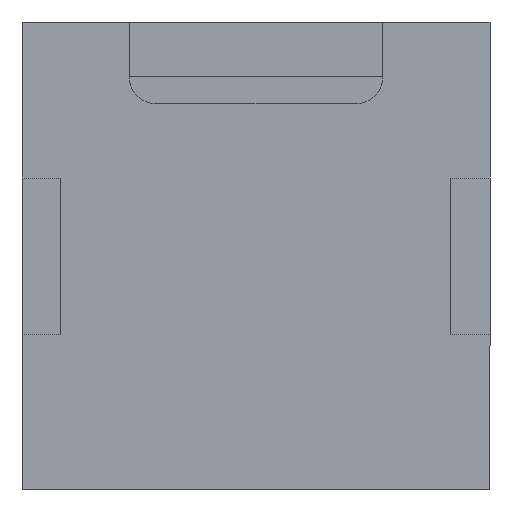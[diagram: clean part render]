
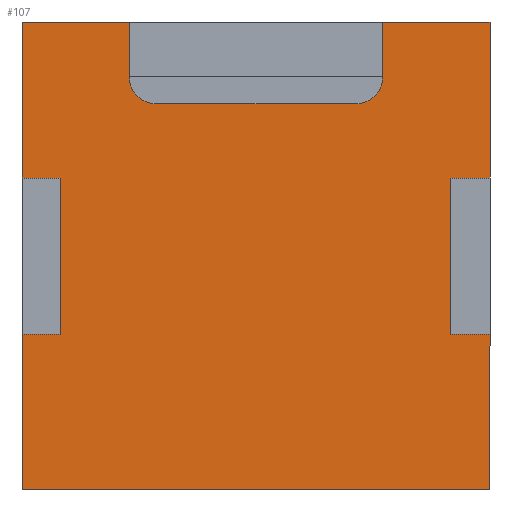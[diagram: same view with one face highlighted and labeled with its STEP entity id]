
A CAD part, front view. The second image highlights one B-rep face of the part: STEP entity #107.
In plain terms, the highlighted planar face has unit normal (0, -1, 0).
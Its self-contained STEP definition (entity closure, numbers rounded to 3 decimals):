
#107=ADVANCED_FACE('NONE',(#211),#212,.F.);
#211=FACE_OUTER_BOUND('',#309,.T.);
#212=PLANE('',#310);
#309=EDGE_LOOP('',(#542,#543,#544,#545,#546,#547,#548,#549,#550,#551,#552,#553,#554,#555,#556,#557,#558,#559));
#310=AXIS2_PLACEMENT_3D('',#560,#561,#562);
#542=ORIENTED_EDGE('',*,*,#686,.F.);
#543=ORIENTED_EDGE('',*,*,#685,.F.);
#544=ORIENTED_EDGE('',*,*,#687,.F.);
#545=ORIENTED_EDGE('',*,*,#693,.F.);
#546=ORIENTED_EDGE('',*,*,#700,.F.);
#547=ORIENTED_EDGE('',*,*,#621,.F.);
#548=ORIENTED_EDGE('',*,*,#618,.F.);
#549=ORIENTED_EDGE('',*,*,#608,.F.);
#550=ORIENTED_EDGE('',*,*,#698,.F.);
#551=ORIENTED_EDGE('',*,*,#610,.F.);
#552=ORIENTED_EDGE('',*,*,#701,.F.);
#553=ORIENTED_EDGE('',*,*,#643,.F.);
#554=ORIENTED_EDGE('',*,*,#632,.F.);
#555=ORIENTED_EDGE('',*,*,#631,.F.);
#556=ORIENTED_EDGE('',*,*,#630,.F.);
#557=ORIENTED_EDGE('',*,*,#647,.F.);
#558=ORIENTED_EDGE('',*,*,#662,.F.);
#559=ORIENTED_EDGE('',*,*,#691,.F.);
#560=CARTESIAN_POINT('',(-6.0,0.0,6.0));
#561=DIRECTION('',(-0.0,1.0,0.0));
#562=DIRECTION('',(1.0,0.0,0.0));
#608=EDGE_CURVE('NONE',#722,#718,#724,.T.);
#610=EDGE_CURVE('NONE',#726,#727,#728,.T.);
#618=EDGE_CURVE('NONE',#718,#738,#741,.T.);
#621=EDGE_CURVE('NONE',#738,#744,#745,.T.);
#630=EDGE_CURVE('NONE',#757,#760,#761,.T.);
#631=EDGE_CURVE('NONE',#760,#762,#763,.T.);
#632=EDGE_CURVE('NONE',#762,#758,#764,.T.);
#643=EDGE_CURVE('NONE',#758,#780,#781,.T.);
#647=EDGE_CURVE('NONE',#786,#757,#788,.T.);
#662=EDGE_CURVE('NONE',#807,#786,#809,.T.);
#685=EDGE_CURVE('NONE',#840,#841,#842,.T.);
#686=EDGE_CURVE('NONE',#841,#825,#843,.T.);
#687=EDGE_CURVE('NONE',#823,#840,#844,.T.);
#691=EDGE_CURVE('NONE',#825,#807,#848,.T.);
#693=EDGE_CURVE('NONE',#849,#823,#851,.T.);
#698=EDGE_CURVE('NONE',#727,#722,#856,.T.);
#700=EDGE_CURVE('NONE',#744,#849,#858,.T.);
#701=EDGE_CURVE('NONE',#780,#726,#859,.T.);
#718=VERTEX_POINT('NONE',#880);
#722=VERTEX_POINT('NONE',#886);
#724=LINE('',#889,#890);
#726=VERTEX_POINT('NONE',#892);
#727=VERTEX_POINT('NONE',#893);
#728=LINE('',#894,#895);
#738=VERTEX_POINT('NONE',#909);
#741=CIRCLE('',#913,0.7);
#744=VERTEX_POINT('NONE',#916);
#745=LINE('',#917,#918);
#757=VERTEX_POINT('NONE',#933);
#758=VERTEX_POINT('NONE',#934);
#760=VERTEX_POINT('NONE',#937);
#761=LINE('',#938,#939);
#762=VERTEX_POINT('NONE',#940);
#763=LINE('',#941,#942);
#764=LINE('',#943,#944);
#780=VERTEX_POINT('NONE',#967);
#781=LINE('',#968,#969);
#786=VERTEX_POINT('NONE',#976);
#788=LINE('',#979,#980);
#807=VERTEX_POINT('NONE',#1009);
#809=LINE('',#1012,#1013);
#823=VERTEX_POINT('NONE',#1030);
#825=VERTEX_POINT('NONE',#1033);
#840=VERTEX_POINT('NONE',#1056);
#841=VERTEX_POINT('NONE',#1057);
#842=LINE('',#1058,#1059);
#843=LINE('',#1060,#1061);
#844=LINE('',#1062,#1063);
#848=LINE('',#1068,#1069);
#849=VERTEX_POINT('NONE',#1070);
#851=LINE('',#1073,#1074);
#856=CIRCLE('',#1080,0.7);
#858=LINE('',#1082,#1083);
#859=LINE('',#1084,#1085);
#880=CARTESIAN_POINT('',(2.55,0.0,3.9));
#886=CARTESIAN_POINT('',(-2.55,0.0,3.9));
#889=CARTESIAN_POINT('',(-2.55,0.0,3.9));
#890=VECTOR('',#1099,1000.0);
#892=CARTESIAN_POINT('',(-3.25,0.0,6.0));
#893=CARTESIAN_POINT('',(-3.25,0.0,4.6));
#894=CARTESIAN_POINT('',(-3.25,0.0,6.0));
#895=VECTOR('',#1100,1000.0);
#909=CARTESIAN_POINT('',(3.25,0.0,4.6));
#913=AXIS2_PLACEMENT_3D('',#1109,#1110,#1111);
#916=CARTESIAN_POINT('',(3.25,0.0,6.0));
#917=CARTESIAN_POINT('',(3.25,0.0,6.0));
#918=VECTOR('',#1112,1000.0);
#933=CARTESIAN_POINT('',(-6.0,0.0,-2.0));
#934=CARTESIAN_POINT('',(-6.0,0.0,2.0));
#937=CARTESIAN_POINT('',(-5.0,0.0,-2.0));
#938=CARTESIAN_POINT('',(-6.0,0.0,-2.0));
#939=VECTOR('',#1123,1000.0);
#940=CARTESIAN_POINT('',(-5.0,0.0,2.0));
#941=CARTESIAN_POINT('',(-5.0,0.0,6.0));
#942=VECTOR('',#1124,1000.0);
#943=CARTESIAN_POINT('',(-6.0,0.0,2.0));
#944=VECTOR('',#1125,1000.0);
#967=CARTESIAN_POINT('',(-6.0,0.0,6.0));
#968=CARTESIAN_POINT('',(-6.0,0.0,-6.));
#969=VECTOR('',#1133,1000.0);
#976=CARTESIAN_POINT('',(-6.0,0.0,-6.));
#979=CARTESIAN_POINT('',(-6.0,0.0,-6.));
#980=VECTOR('',#1137,1000.0);
#1009=CARTESIAN_POINT('',(6.,0.0,-6.));
#1012=CARTESIAN_POINT('',(-6.0,0.0,-6.));
#1013=VECTOR('',#1149,1000.0);
#1030=CARTESIAN_POINT('',(6.0,0.0,2.0));
#1033=CARTESIAN_POINT('',(6.0,0.0,-2.0));
#1056=CARTESIAN_POINT('',(5.0,0.0,2.0));
#1057=CARTESIAN_POINT('',(5.0,0.0,-2.0));
#1058=CARTESIAN_POINT('',(5.0,0.0,6.0));
#1059=VECTOR('',#1168,1000.0);
#1060=CARTESIAN_POINT('',(-6.0,0.0,-2.0));
#1061=VECTOR('',#1169,1000.0);
#1062=CARTESIAN_POINT('',(-6.0,0.0,2.0));
#1063=VECTOR('',#1170,1000.0);
#1068=CARTESIAN_POINT('',(6.,0.0,-6.));
#1069=VECTOR('',#1172,1000.0);
#1070=CARTESIAN_POINT('',(6.0,0.0,6.0));
#1073=CARTESIAN_POINT('',(6.,0.0,-6.));
#1074=VECTOR('',#1174,1000.0);
#1080=AXIS2_PLACEMENT_3D('',#1179,#1180,#1181);
#1082=CARTESIAN_POINT('',(-6.0,0.0,6.0));
#1083=VECTOR('',#1182,1000.0);
#1084=CARTESIAN_POINT('',(-6.0,0.0,6.0));
#1085=VECTOR('',#1183,1000.0);
#1099=DIRECTION('',(1.0,0.0,0.0));
#1100=DIRECTION('',(0.0,0.0,-1.0));
#1109=CARTESIAN_POINT('',(2.55,0.0,4.6));
#1110=DIRECTION('',(0.0,-1.0,0.0));
#1111=DIRECTION('',(0.0,0.0,-1.0));
#1112=DIRECTION('',(-0.0,-0.0,1.0));
#1123=DIRECTION('',(1.0,0.0,0.0));
#1124=DIRECTION('',(0.0,0.0,1.0));
#1125=DIRECTION('',(-1.0,0.0,0.0));
#1133=DIRECTION('',(0.,0.0,1.0));
#1137=DIRECTION('',(0.,0.0,1.0));
#1149=DIRECTION('',(-1.0,-0.0,-0.0));
#1168=DIRECTION('',(0.0,0.0,-1.0));
#1169=DIRECTION('',(1.0,0.0,0.0));
#1170=DIRECTION('',(-1.0,0.0,0.0));
#1172=DIRECTION('',(0.,-0.0,-1.0));
#1174=DIRECTION('',(0.,-0.0,-1.0));
#1179=CARTESIAN_POINT('',(-2.55,0.0,4.6));
#1180=DIRECTION('',(0.0,-1.0,0.0));
#1181=DIRECTION('',(0.0,0.0,-1.0));
#1182=DIRECTION('',(1.0,0.0,0.));
#1183=DIRECTION('',(1.0,0.0,0.));
